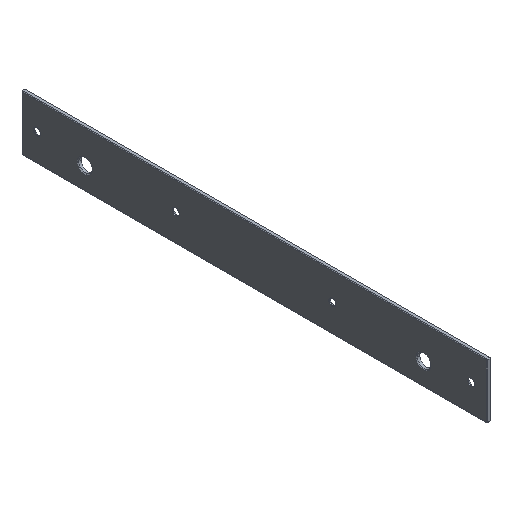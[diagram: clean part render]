
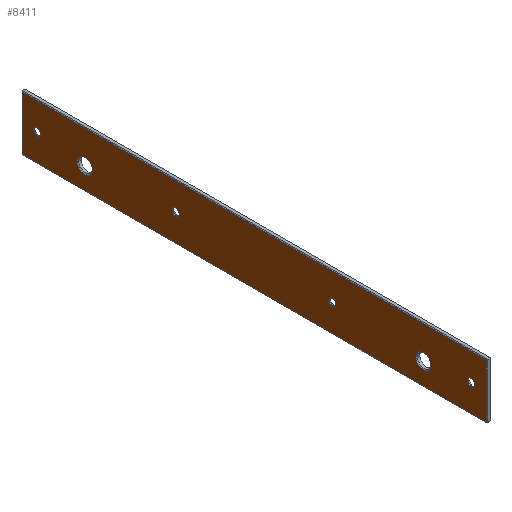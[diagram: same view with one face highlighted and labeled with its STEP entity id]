
A CAD part, isometric view. The second image highlights one B-rep face of the part: STEP entity #8411.
In plain terms, the highlighted planar face has unit normal (-1, 0, 0).
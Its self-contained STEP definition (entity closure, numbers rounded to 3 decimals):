
#1941=DIRECTION('',(0.,0.,1.));
#1942=VECTOR('',#1941,68.8);
#1943=CARTESIAN_POINT('',(273.,296.,98.8));
#1944=LINE('',#1943,#1942);
#1955=CARTESIAN_POINT('',(273.,-216.,126.2));
#1956=DIRECTION('',(1.,0.,0.));
#1957=DIRECTION('',(0.,-1.,0.));
#1958=AXIS2_PLACEMENT_3D('',#1955,#1956,#1957);
#1963=CARTESIAN_POINT('',(273.,-216.,126.2));
#1964=DIRECTION('',(1.,0.,0.));
#1965=DIRECTION('',(0.,0.,1.));
#1966=AXIS2_PLACEMENT_3D('',#1963,#1964,#1965);
#1971=CARTESIAN_POINT('',(273.,-216.,126.2));
#1972=DIRECTION('',(1.,0.,0.));
#1973=DIRECTION('',(0.,1.,0.));
#1974=AXIS2_PLACEMENT_3D('',#1971,#1972,#1973);
#1979=CARTESIAN_POINT('',(273.,-216.,126.2));
#1980=DIRECTION('',(1.,0.,0.));
#1981=DIRECTION('',(0.,0.,-1.));
#1982=AXIS2_PLACEMENT_3D('',#1979,#1980,#1981);
#1987=CARTESIAN_POINT('',(273.,216.,126.2));
#1988=DIRECTION('',(1.,0.,0.));
#1989=DIRECTION('',(0.,-1.,0.));
#1990=AXIS2_PLACEMENT_3D('',#1987,#1988,#1989);
#1995=CARTESIAN_POINT('',(273.,216.,126.2));
#1996=DIRECTION('',(1.,0.,0.));
#1997=DIRECTION('',(0.,0.,1.));
#1998=AXIS2_PLACEMENT_3D('',#1995,#1996,#1997);
#2003=CARTESIAN_POINT('',(273.,216.,126.2));
#2004=DIRECTION('',(1.,0.,0.));
#2005=DIRECTION('',(0.,1.,0.));
#2006=AXIS2_PLACEMENT_3D('',#2003,#2004,#2005);
#2011=CARTESIAN_POINT('',(273.,216.,126.2));
#2012=DIRECTION('',(1.,0.,0.));
#2013=DIRECTION('',(0.,0.,-1.));
#2014=AXIS2_PLACEMENT_3D('',#2011,#2012,#2013);
#2019=CARTESIAN_POINT('',(273.,-277.,133.2));
#2020=DIRECTION('',(1.,0.,0.));
#2021=DIRECTION('',(0.,-1.,0.));
#2022=AXIS2_PLACEMENT_3D('',#2019,#2020,#2021);
#2027=CARTESIAN_POINT('',(273.,-277.,133.2));
#2028=DIRECTION('',(1.,0.,0.));
#2029=DIRECTION('',(0.,1.,0.));
#2030=AXIS2_PLACEMENT_3D('',#2027,#2028,#2029);
#2035=CARTESIAN_POINT('',(273.,-100.,133.2));
#2036=DIRECTION('',(1.,0.,0.));
#2037=DIRECTION('',(0.,-1.,0.));
#2038=AXIS2_PLACEMENT_3D('',#2035,#2036,#2037);
#2043=CARTESIAN_POINT('',(273.,-100.,133.2));
#2044=DIRECTION('',(1.,0.,0.));
#2045=DIRECTION('',(0.,1.,0.));
#2046=AXIS2_PLACEMENT_3D('',#2043,#2044,#2045);
#2051=CARTESIAN_POINT('',(273.,100.,133.2));
#2052=DIRECTION('',(1.,0.,0.));
#2053=DIRECTION('',(0.,-1.,0.));
#2054=AXIS2_PLACEMENT_3D('',#2051,#2052,#2053);
#2059=CARTESIAN_POINT('',(273.,100.,133.2));
#2060=DIRECTION('',(1.,0.,0.));
#2061=DIRECTION('',(0.,1.,0.));
#2062=AXIS2_PLACEMENT_3D('',#2059,#2060,#2061);
#2067=CARTESIAN_POINT('',(273.,277.,133.2));
#2068=DIRECTION('',(1.,0.,0.));
#2069=DIRECTION('',(0.,-1.,0.));
#2070=AXIS2_PLACEMENT_3D('',#2067,#2068,#2069);
#2075=CARTESIAN_POINT('',(273.,277.,133.2));
#2076=DIRECTION('',(1.,0.,0.));
#2077=DIRECTION('',(0.,1.,0.));
#2078=AXIS2_PLACEMENT_3D('',#2075,#2076,#2077);
#2104=DIRECTION('',(0.,1.,0.));
#2105=VECTOR('',#2104,592.);
#2106=CARTESIAN_POINT('',(273.,-296.,98.8));
#2107=LINE('',#2106,#2105);
#2132=DIRECTION('',(0.,0.,-1.));
#2133=VECTOR('',#2132,68.8);
#2134=CARTESIAN_POINT('',(273.,-296.,167.6));
#2135=LINE('',#2134,#2133);
#2188=DIRECTION('',(0.,-1.,0.));
#2189=VECTOR('',#2188,592.);
#2190=CARTESIAN_POINT('',(273.,296.,167.6));
#2191=LINE('',#2190,#2189);
#6972=CARTESIAN_POINT('',(273.,-296.,98.8));
#6973=CARTESIAN_POINT('',(273.,296.,98.8));
#6974=VERTEX_POINT('',#6972);
#6975=VERTEX_POINT('',#6973);
#6976=CARTESIAN_POINT('',(273.,-296.,167.6));
#6977=VERTEX_POINT('',#6976);
#6978=CARTESIAN_POINT('',(273.,296.,167.6));
#6979=VERTEX_POINT('',#6978);
#7235=CARTESIAN_POINT('',(273.,-272.5,133.2));
#7237=VERTEX_POINT('',#7235);
#7239=CARTESIAN_POINT('',(273.,-281.5,133.2));
#7241=VERTEX_POINT('',#7239);
#7247=CARTESIAN_POINT('',(273.,-95.5,133.2));
#7249=VERTEX_POINT('',#7247);
#7251=CARTESIAN_POINT('',(273.,-104.5,133.2));
#7253=VERTEX_POINT('',#7251);
#7259=CARTESIAN_POINT('',(273.,104.5,133.2));
#7261=VERTEX_POINT('',#7259);
#7263=CARTESIAN_POINT('',(273.,95.5,133.2));
#7265=VERTEX_POINT('',#7263);
#7271=CARTESIAN_POINT('',(273.,281.5,133.2));
#7273=VERTEX_POINT('',#7271);
#7275=CARTESIAN_POINT('',(273.,272.5,133.2));
#7277=VERTEX_POINT('',#7275);
#7311=CARTESIAN_POINT('',(273.,-216.,135.7));
#7313=VERTEX_POINT('',#7311);
#7315=CARTESIAN_POINT('',(273.,-216.,116.7));
#7317=VERTEX_POINT('',#7315);
#7318=CARTESIAN_POINT('',(273.,-206.5,126.2));
#7319=VERTEX_POINT('',#7318);
#7320=CARTESIAN_POINT('',(273.,-225.5,126.2));
#7321=VERTEX_POINT('',#7320);
#7335=CARTESIAN_POINT('',(273.,216.,135.7));
#7337=VERTEX_POINT('',#7335);
#7339=CARTESIAN_POINT('',(273.,216.,116.7));
#7341=VERTEX_POINT('',#7339);
#7342=CARTESIAN_POINT('',(273.,225.5,126.2));
#7343=VERTEX_POINT('',#7342);
#7344=CARTESIAN_POINT('',(273.,206.5,126.2));
#7345=VERTEX_POINT('',#7344);
#8353=CARTESIAN_POINT('',(273.,-38.,172.7));
#8354=DIRECTION('',(-1.,0.,0.));
#8355=DIRECTION('',(0.,0.,1.));
#8356=AXIS2_PLACEMENT_3D('',#8353,#8354,#8355);
#8357=PLANE('',#8356);
#8359=ORIENTED_EDGE('',*,*,#8358,.T.);
#8360=ORIENTED_EDGE('',*,*,#8337,.T.);
#8362=ORIENTED_EDGE('',*,*,#8361,.T.);
#8364=ORIENTED_EDGE('',*,*,#8363,.T.);
#8365=EDGE_LOOP('',(#8359,#8360,#8362,#8364));
#8366=FACE_OUTER_BOUND('',#8365,.F.);
#8368=ORIENTED_EDGE('',*,*,#8367,.F.);
#8370=ORIENTED_EDGE('',*,*,#8369,.F.);
#8372=ORIENTED_EDGE('',*,*,#8371,.F.);
#8374=ORIENTED_EDGE('',*,*,#8373,.F.);
#8375=EDGE_LOOP('',(#8368,#8370,#8372,#8374));
#8376=FACE_BOUND('',#8375,.F.);
#8378=ORIENTED_EDGE('',*,*,#8377,.F.);
#8380=ORIENTED_EDGE('',*,*,#8379,.F.);
#8382=ORIENTED_EDGE('',*,*,#8381,.F.);
#8384=ORIENTED_EDGE('',*,*,#8383,.F.);
#8385=EDGE_LOOP('',(#8378,#8380,#8382,#8384));
#8386=FACE_BOUND('',#8385,.F.);
#8388=ORIENTED_EDGE('',*,*,#8387,.F.);
#8390=ORIENTED_EDGE('',*,*,#8389,.F.);
#8391=EDGE_LOOP('',(#8388,#8390));
#8392=FACE_BOUND('',#8391,.F.);
#8394=ORIENTED_EDGE('',*,*,#8393,.F.);
#8396=ORIENTED_EDGE('',*,*,#8395,.F.);
#8397=EDGE_LOOP('',(#8394,#8396));
#8398=FACE_BOUND('',#8397,.F.);
#8400=ORIENTED_EDGE('',*,*,#8399,.F.);
#8402=ORIENTED_EDGE('',*,*,#8401,.F.);
#8403=EDGE_LOOP('',(#8400,#8402));
#8404=FACE_BOUND('',#8403,.F.);
#8406=ORIENTED_EDGE('',*,*,#8405,.F.);
#8408=ORIENTED_EDGE('',*,*,#8407,.F.);
#8409=EDGE_LOOP('',(#8406,#8408));
#8410=FACE_BOUND('',#8409,.F.);
#1959=CIRCLE('',#1958,9.5);
#1967=CIRCLE('',#1966,9.5);
#1975=CIRCLE('',#1974,9.5);
#1983=CIRCLE('',#1982,9.5);
#1991=CIRCLE('',#1990,9.5);
#1999=CIRCLE('',#1998,9.5);
#2007=CIRCLE('',#2006,9.5);
#2015=CIRCLE('',#2014,9.5);
#2023=CIRCLE('',#2022,4.5);
#2031=CIRCLE('',#2030,4.5);
#2039=CIRCLE('',#2038,4.5);
#2047=CIRCLE('',#2046,4.5);
#2055=CIRCLE('',#2054,4.5);
#2063=CIRCLE('',#2062,4.5);
#2071=CIRCLE('',#2070,4.5);
#2079=CIRCLE('',#2078,4.5);
#8337=EDGE_CURVE('',#6975,#6979,#1944,.T.);
#8358=EDGE_CURVE('',#6974,#6975,#2107,.T.);
#8361=EDGE_CURVE('',#6979,#6977,#2191,.T.);
#8363=EDGE_CURVE('',#6977,#6974,#2135,.T.);
#8367=EDGE_CURVE('',#7321,#7317,#1959,.T.);
#8369=EDGE_CURVE('',#7313,#7321,#1967,.T.);
#8371=EDGE_CURVE('',#7319,#7313,#1975,.T.);
#8373=EDGE_CURVE('',#7317,#7319,#1983,.T.);
#8377=EDGE_CURVE('',#7345,#7341,#1991,.T.);
#8379=EDGE_CURVE('',#7337,#7345,#1999,.T.);
#8381=EDGE_CURVE('',#7343,#7337,#2007,.T.);
#8383=EDGE_CURVE('',#7341,#7343,#2015,.T.);
#8387=EDGE_CURVE('',#7241,#7237,#2023,.T.);
#8389=EDGE_CURVE('',#7237,#7241,#2031,.T.);
#8393=EDGE_CURVE('',#7253,#7249,#2039,.T.);
#8395=EDGE_CURVE('',#7249,#7253,#2047,.T.);
#8399=EDGE_CURVE('',#7265,#7261,#2055,.T.);
#8401=EDGE_CURVE('',#7261,#7265,#2063,.T.);
#8405=EDGE_CURVE('',#7277,#7273,#2071,.T.);
#8407=EDGE_CURVE('',#7273,#7277,#2079,.T.);
#8411=ADVANCED_FACE('',(#8366,#8376,#8386,#8392,#8398,#8404,#8410),#8357,.T.);
